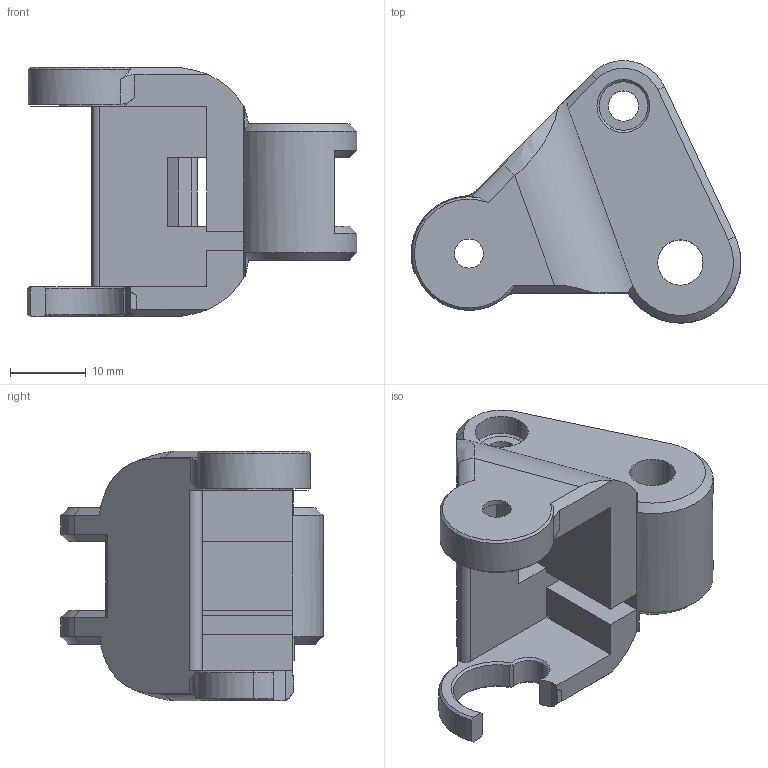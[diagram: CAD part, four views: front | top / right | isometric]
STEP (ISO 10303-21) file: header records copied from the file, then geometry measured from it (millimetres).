
FILE_DESCRIPTION (( 'STEP AP203' ), '1' );
FILE_NAME ('標蛈盓殤.', '2023-10-24T00:52:43', ( '' ), ( '' ), 'SwSTEP 2.0', 'SolidWorks 2021', '' );
FILE_SCHEMA (( 'CONFIG_CONTROL_DESIGN' ));
Length unit declared in the file: millimetre
Products named in the file (1): ��צ֧
Bounding box: 43.58 x 34.65 x 33 mm (x, y, z)
Volume: 10994.4 mm3; surface area: 6183.3 mm2
Topology: 1 solids, 1 shells, 130 faces, 344 edges, 217 vertices
Faces by surface type: plane 66, cylinder 34, cone 28, bspline 2
Entity records: 4210 total; most frequent: CARTESIAN_POINT 980, ORIENTED_EDGE 688, DIRECTION 627, EDGE_CURVE 344, VERTEX_POINT 217, AXIS2_PLACEMENT_3D 214, VECTOR 199, LINE 199
